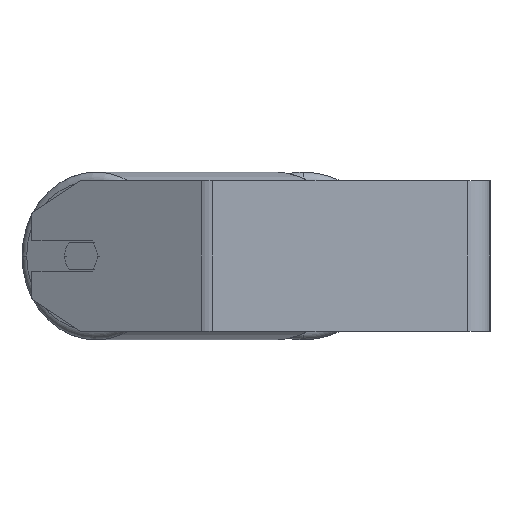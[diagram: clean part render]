
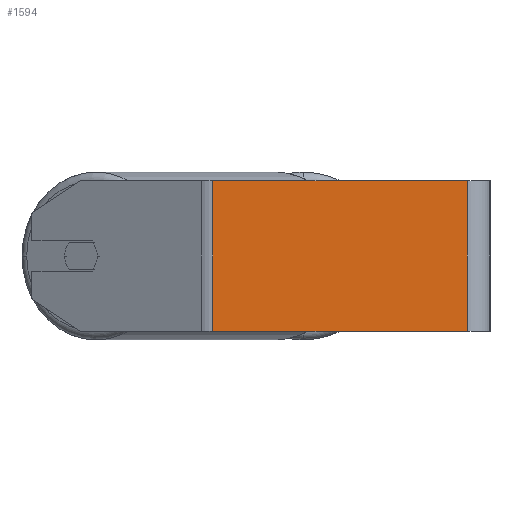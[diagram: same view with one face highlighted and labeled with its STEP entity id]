
A CAD part, left-side view. The second image highlights one B-rep face of the part: STEP entity #1594.
In plain terms, the highlighted planar face has unit normal (-1, 0, 0).
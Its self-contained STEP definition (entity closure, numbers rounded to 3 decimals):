
#1004 = VERTEX_POINT ( 'NONE', #7707 ) ;
#1025 = EDGE_CURVE ( 'NONE', #8693, #1932, #2353, .T. ) ;
#1341 = FACE_OUTER_BOUND ( 'NONE', #8596, .T. ) ;
#1550 = VERTEX_POINT ( 'NONE', #2685 ) ;
#1594 = ADVANCED_FACE ( 'NONE', ( #1341 ), #8073, .F. ) ;
#1689 = CARTESIAN_POINT ( 'NONE',  ( -360., 150.112, -40. ) ) ;
#1903 = ORIENTED_EDGE ( 'NONE', *, *, #1025, .T. ) ;
#1932 = VERTEX_POINT ( 'NONE', #5373 ) ;
#2353 = LINE ( 'NONE', #1689, #6038 ) ;
#2356 = CARTESIAN_POINT ( 'NONE',  ( -360., 146.896, 40. ) ) ;
#2640 = DIRECTION ( 'NONE',  ( 1., 0., 0. ) ) ;
#2652 = DIRECTION ( 'NONE',  ( 0., -1., 0. ) ) ;
#2685 = CARTESIAN_POINT ( 'NONE',  ( -360., 146.896, 40. ) ) ;
#2928 = DIRECTION ( 'NONE',  ( 0., -1., 0. ) ) ;
#3270 = CARTESIAN_POINT ( 'NONE',  ( -360., 12., 40. ) ) ;
#3559 = CARTESIAN_POINT ( 'NONE',  ( -360., 146.896, -40. ) ) ;
#3588 = ORIENTED_EDGE ( 'NONE', *, *, #7775, .F. ) ;
#3611 = VECTOR ( 'NONE', #4394, 1000. ) ;
#4394 = DIRECTION ( 'NONE',  ( 0., 0., -1. ) ) ;
#4559 = LINE ( 'NONE', #4736, #4875 ) ;
#4579 = ORIENTED_EDGE ( 'NONE', *, *, #6567, .F. ) ;
#4736 = CARTESIAN_POINT ( 'NONE',  ( -360., 150.112, 40. ) ) ;
#4875 = VECTOR ( 'NONE', #2652, 1000. ) ;
#4889 = VECTOR ( 'NONE', #6780, 1000. ) ;
#5312 = ORIENTED_EDGE ( 'NONE', *, *, #7644, .T. ) ;
#5373 = CARTESIAN_POINT ( 'NONE',  ( -360., 12., -40. ) ) ;
#6038 = VECTOR ( 'NONE', #2928, 1000. ) ;
#6088 = DIRECTION ( 'NONE',  ( 0., 0., -1. ) ) ;
#6567 = EDGE_CURVE ( 'NONE', #1550, #1004, #4559, .T. ) ;
#6780 = DIRECTION ( 'NONE',  ( 0., 0., -1. ) ) ;
#7049 = AXIS2_PLACEMENT_3D ( 'NONE', #7370, #2640, #6088 ) ;
#7180 = LINE ( 'NONE', #2356, #3611 ) ;
#7370 = CARTESIAN_POINT ( 'NONE',  ( -360., 150.112, 40. ) ) ;
#7433 = LINE ( 'NONE', #3270, #4889 ) ;
#7644 = EDGE_CURVE ( 'NONE', #1550, #8693, #7180, .T. ) ;
#7707 = CARTESIAN_POINT ( 'NONE',  ( -360., 12., 40. ) ) ;
#7775 = EDGE_CURVE ( 'NONE', #1004, #1932, #7433, .T. ) ;
#8073 = PLANE ( 'NONE',  #7049 ) ;
#8596 = EDGE_LOOP ( 'NONE', ( #1903, #3588, #4579, #5312 ) ) ;
#8693 = VERTEX_POINT ( 'NONE', #3559 ) ;
